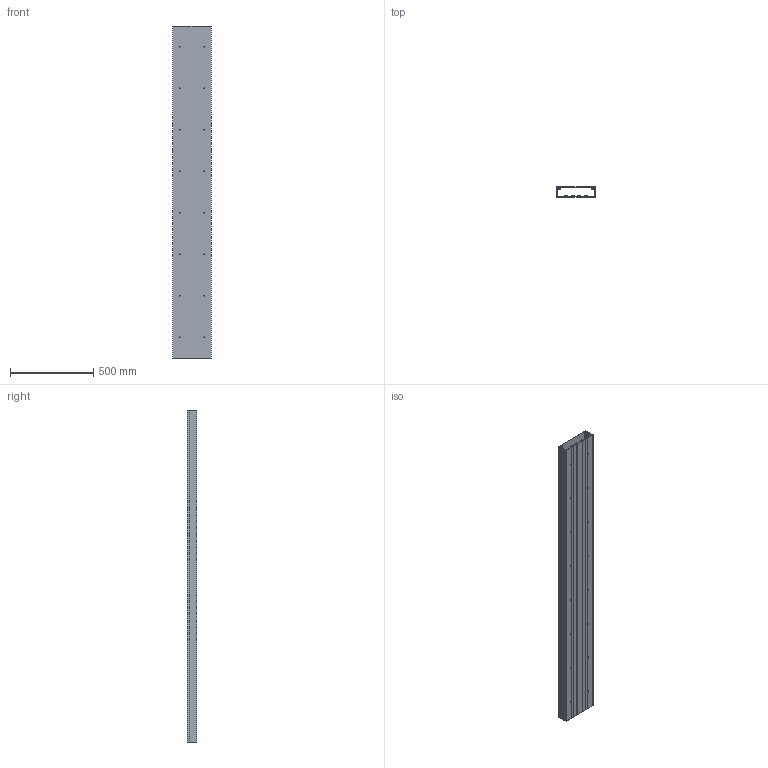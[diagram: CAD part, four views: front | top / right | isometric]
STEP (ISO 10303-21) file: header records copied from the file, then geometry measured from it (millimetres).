
FILE_DESCRIPTION((''),'2;1');
FILE_NAME('FB602300KUN_ASM','2022-09-27T14:50:17',('a.jestaedt'),(''),'CREO PARAMETRIC BY PTC INC, 2022162','CREO PARAMETRIC BY PTC INC, 2022162','');
FILE_SCHEMA(('AUTOMOTIVE_DESIGN { 1 0 10303 214 1 1 1 1 }'));
Length unit declared in the file: millimetre
Products named in the file (3): FB602300KUN; FB602300KUN_D; FB602300KUN_ASM
Assembly tree (2 placements, depth 2):
  FB602300KUN_ASM
    FB602300KUN
    FB602300KUN_D
Bounding box: 230 x 60 x 2000 mm (x, y, z)
Volume: 3827416.6 mm3; surface area: 2777979.8 mm2
Topology: 2 solids, 2 shells, 112 faces, 324 edges, 216 vertices
Faces by surface type: plane 80, cylinder 32
Entity records: 4076 total; most frequent: CARTESIAN_POINT 664, ORIENTED_EDGE 648, DIRECTION 622, EDGE_CURVE 324, VECTOR 260, LINE 260, VERTEX_POINT 216, AXIS2_PLACEMENT_3D 181
